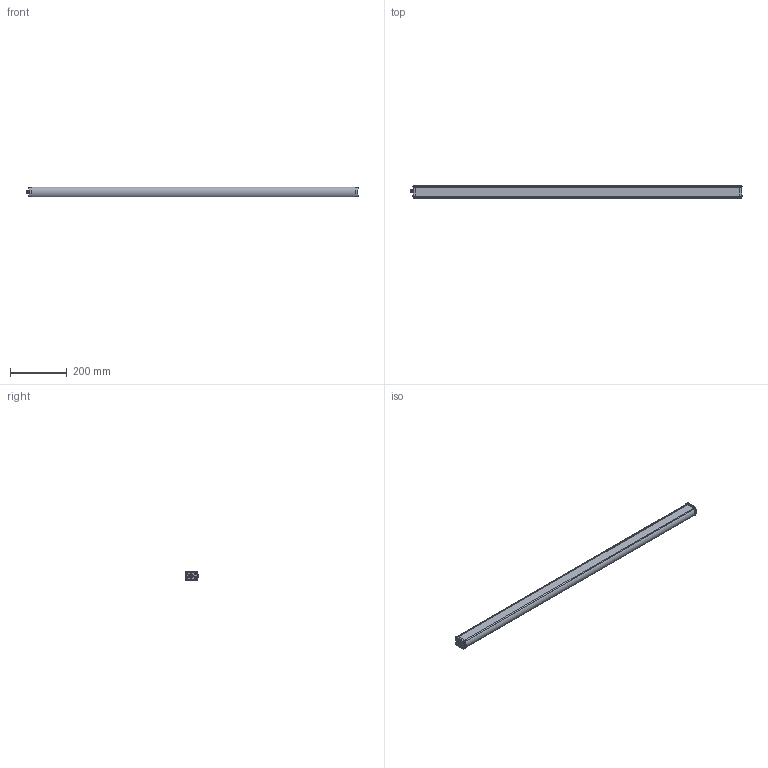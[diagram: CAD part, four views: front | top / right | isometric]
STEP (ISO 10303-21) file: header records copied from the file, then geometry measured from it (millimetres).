
FILE_DESCRIPTION((''),'2;1');
FILE_NAME('246056_SM01_ASM','2025-03-03T12:06:44',('banengservice'),('BANNER ENGINEERING'),'CREO PARAMETRIC BY PTC INC, 2022414','CREO PARAMETRIC BY PTC INC, 2022414','');
FILE_SCHEMA(('CONFIG_CONTROL_DESIGN'));
Products named in the file (2): 246056_EP01; 246056_SM01_ASM
Assembly tree (1 placements, depth 2):
  246056_SM01_ASM
    246056_EP01
Bounding box: 1168.7 x 46.2 x 34.28 mm (x, y, z)
Volume: 1522785.5 mm3; surface area: 178733.7 mm2
Topology: 1 solids, 1 shells, 1056 faces, 2810 edges, 1781 vertices
Faces by surface type: cylinder 289, plane 287, cone 181, bspline 173, torus 106, sphere 20
Entity records: 116103 total; most frequent: CARTESIAN_POINT 91607, ORIENTED_EDGE 5620, DIRECTION 4450, EDGE_CURVE 2810, VERTEX_POINT 1781, AXIS2_PLACEMENT_3D 1742, EDGE_LOOP 1133, FACE_OUTER_BOUND 1056
